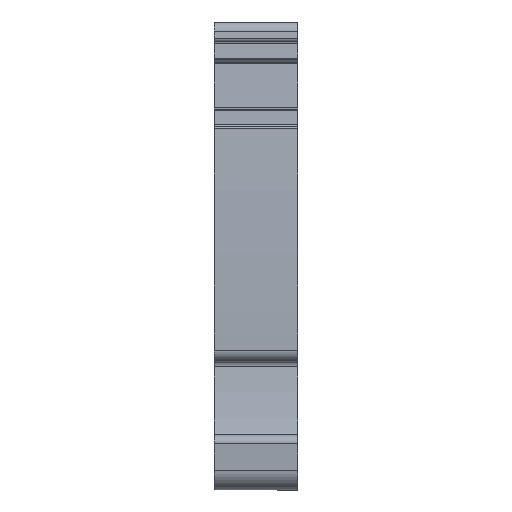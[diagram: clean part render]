
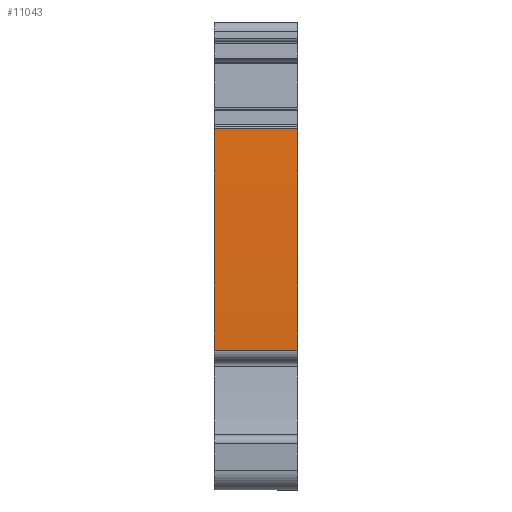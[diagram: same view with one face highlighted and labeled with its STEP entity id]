
A CAD part, front view. The second image highlights one B-rep face of the part: STEP entity #11043.
In plain terms, the highlighted cylindrical face has radius 250 mm (diameter 500 mm), a partial arc.
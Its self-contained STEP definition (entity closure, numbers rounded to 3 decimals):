
#2711=AXIS2_PLACEMENT_3D('Circle Axis2P3D',#2709,#2710,$) ;
#2718=AXIS2_PLACEMENT_3D('Circle Axis2P3D',#2716,#2717,$) ;
#3619=AXIS2_PLACEMENT_3D('Circle Axis2P3D',#3617,#3618,$) ;
#3626=AXIS2_PLACEMENT_3D('Circle Axis2P3D',#3624,#3625,$) ;
#11028=AXIS2_PLACEMENT_3D('Cylinder Axis2P3D',#11025,#11026,#11027) ;
#2706=CARTESIAN_POINT('Vertex',(0.,1.529,13.45)) ;
#2709=CARTESIAN_POINT('Axis2P3D Location',(0.,251.503,17.05)) ;
#2713=CARTESIAN_POINT('Vertex',(0.,1.503,17.05)) ;
#2716=CARTESIAN_POINT('Axis2P3D Location',(0.,251.503,17.05)) ;
#2720=CARTESIAN_POINT('Vertex',(0.,2.138,34.861)) ;
#3614=CARTESIAN_POINT('Vertex',(8.1,2.138,34.861)) ;
#3617=CARTESIAN_POINT('Axis2P3D Location',(8.1,251.503,17.05)) ;
#3621=CARTESIAN_POINT('Vertex',(8.1,1.503,17.05)) ;
#3624=CARTESIAN_POINT('Axis2P3D Location',(8.1,251.503,17.05)) ;
#3628=CARTESIAN_POINT('Vertex',(8.1,1.529,13.45)) ;
#11012=CARTESIAN_POINT('Line Origine',(4.05,1.529,13.45)) ;
#11025=CARTESIAN_POINT('Axis2P3D Location',(4.05,251.503,17.05)) ;
#11030=CARTESIAN_POINT('Line Origine',(4.05,2.138,34.861)) ;
#2710=DIRECTION('Axis2P3D Direction',(1.,0.,0.)) ;
#2717=DIRECTION('Axis2P3D Direction',(1.,0.,0.)) ;
#3618=DIRECTION('Axis2P3D Direction',(1.,0.,0.)) ;
#3625=DIRECTION('Axis2P3D Direction',(1.,0.,0.)) ;
#11013=DIRECTION('Vector Direction',(1.,0.,0.)) ;
#11026=DIRECTION('Axis2P3D Direction',(1.,0.,0.)) ;
#11027=DIRECTION('Axis2P3D XDirection',(0.,-0.994,0.109)) ;
#11031=DIRECTION('Vector Direction',(1.,0.,0.)) ;
#11014=VECTOR('Line Direction',#11013,1.) ;
#11032=VECTOR('Line Direction',#11031,1.) ;
#11036=ORIENTED_EDGE('',*,*,#2722,.T.) ;
#11037=ORIENTED_EDGE('',*,*,#2715,.T.) ;
#11038=ORIENTED_EDGE('',*,*,#11016,.T.) ;
#11039=ORIENTED_EDGE('',*,*,#3630,.F.) ;
#11040=ORIENTED_EDGE('',*,*,#3623,.F.) ;
#11041=ORIENTED_EDGE('',*,*,#11034,.F.) ;
#11043=ADVANCED_FACE('MLD',(#11042),#11029,.T.) ;
#2712=CIRCLE('generated circle',#2711,250.) ;
#2719=CIRCLE('generated circle',#2718,250.) ;
#3620=CIRCLE('generated circle',#3619,250.) ;
#3627=CIRCLE('generated circle',#3626,250.) ;
#11029=CYLINDRICAL_SURFACE('generated cylinder',#11028,250.) ;
#2715=EDGE_CURVE('',#2714,#2707,#2712,.T.) ;
#2722=EDGE_CURVE('',#2721,#2714,#2719,.T.) ;
#3623=EDGE_CURVE('',#3615,#3622,#3620,.T.) ;
#3630=EDGE_CURVE('',#3622,#3629,#3627,.T.) ;
#11016=EDGE_CURVE('',#2707,#3629,#11015,.T.) ;
#11034=EDGE_CURVE('',#2721,#3615,#11033,.T.) ;
#11035=EDGE_LOOP('',(#11036,#11037,#11038,#11039,#11040,#11041)) ;
#11042=FACE_OUTER_BOUND('',#11035,.T.) ;
#11015=LINE('Line',#11012,#11014) ;
#11033=LINE('Line',#11030,#11032) ;
#2707=VERTEX_POINT('',#2706) ;
#2714=VERTEX_POINT('',#2713) ;
#2721=VERTEX_POINT('',#2720) ;
#3615=VERTEX_POINT('',#3614) ;
#3622=VERTEX_POINT('',#3621) ;
#3629=VERTEX_POINT('',#3628) ;
